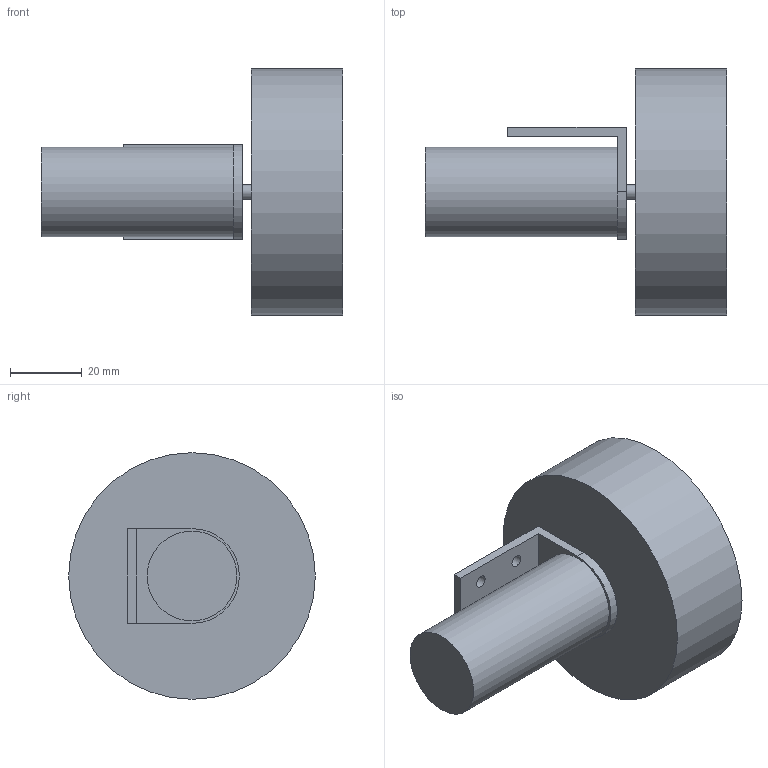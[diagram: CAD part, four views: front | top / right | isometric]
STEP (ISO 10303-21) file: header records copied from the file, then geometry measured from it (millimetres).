
FILE_DESCRIPTION(/* description */ ('STEP AP242','CAx-IF Rec.Pracs.---Representation and Presentation of Product Manufacturing Information (PMI)---4.0---2014-10-13','CAx-IF Rec.Pracs.---3D Tessellated Geometry---0.4---2014-09-14','2;1'),/* implementation_level */ '2;1');
FILE_NAME(/* name */ '684a3fd129aa8c2a9c16c3fb',/* time_stamp */ '2025-06-12T02:47:45Z',/* author */ (''),/* organization */ (''),/* preprocessor_version */ 'ST-DEVELOPER v20',/* originating_system */ 'ONSHAPE BY PTC INC, 1.199',/* authorisation */ ' ');
FILE_SCHEMA (('AP242_MANAGED_MODEL_BASED_3D_ENGINEERING_MIM_LF { 1 0 10303 442 1 1 4 }'));
Length unit declared in the file: metre
Products named in the file (3): Part 1; Part 3; Part 2
Bounding box: 83.78 x 68.58 x 68.58 mm (x, y, z)
Volume: 123970.1 mm3; surface area: 21743.1 mm2
Topology: 3 solids, 3 shells, 21 faces, 42 edges, 28 vertices
Faces by surface type: plane 12, cylinder 9
Full cylindrical faces by diameter (mm): 3.429 x4, 4 x2, 25 x1, 68.58 x1
Entity records: 608 total; most frequent: DIRECTION 100, CARTESIAN_POINT 86, ORIENTED_EDGE 68, AXIS2_PLACEMENT_3D 42, EDGE_LOOP 40, FACE_BOUND 40, EDGE_CURVE 34, VERTEX_POINT 28
